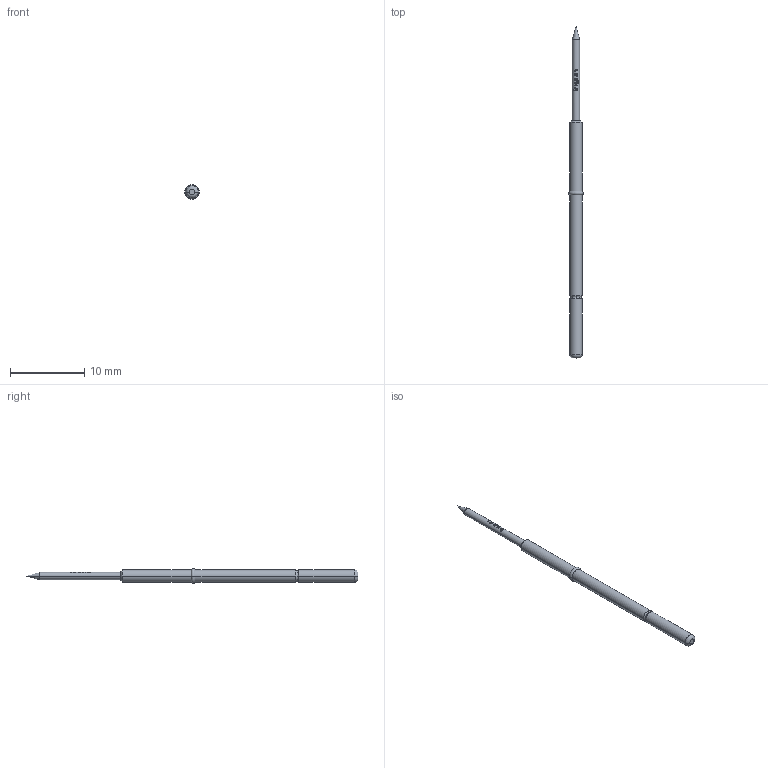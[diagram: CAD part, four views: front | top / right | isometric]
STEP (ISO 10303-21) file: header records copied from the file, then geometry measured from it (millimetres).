
FILE_DESCRIPTION (( 'STEP AP203' ), '1' );
FILE_NAME ('INGUN_GKS-412_201_100_R_xx10.STEP', '2020-09-15T09:55:53', ( '' ), ( '' ), 'SwSTEP 2.0', 'SolidWorks 2018', '' );
FILE_SCHEMA (( 'CONFIG_CONTROL_DESIGN' ));
Length unit declared in the file: millimetre
Products named in the file (1): INGUN_GKS-412_201_100_R_xx10
Bounding box: 2 x 44.8 x 2 mm (x, y, z)
Volume: 77.4 mm3; surface area: 206.5 mm2
Topology: 1 solids, 1 shells, 90 faces, 234 edges, 151 vertices
Faces by surface type: plane 40, bspline 24, cylinder 14, torus 8, cone 4
Entity records: 3761 total; most frequent: CARTESIAN_POINT 1900, ORIENTED_EDGE 464, EDGE_CURVE 232, DIRECTION 214, B_SPLINE_CURVE_WITH_KNOTS 186, VERTEX_POINT 151, AXIS2_PLACEMENT_3D 101, EDGE_LOOP 97
